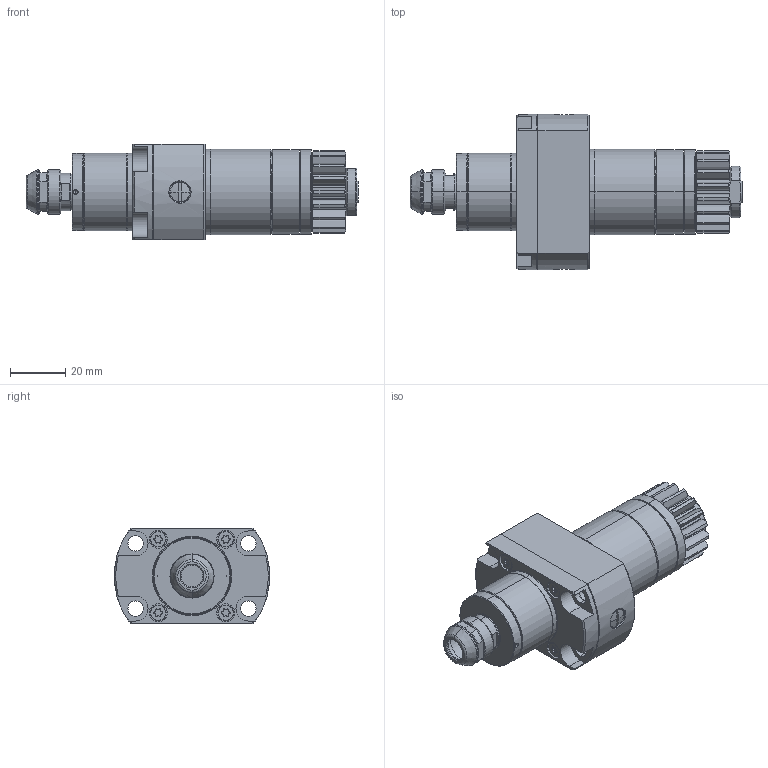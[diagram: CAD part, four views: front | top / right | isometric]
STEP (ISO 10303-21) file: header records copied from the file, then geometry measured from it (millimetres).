
FILE_DESCRIPTION (( 'STEP AP214' ), '1' );
FILE_NAME ('KA1203-0001-000-00-増速スピンドル.STEP', '2025-11-27T02:15:37', ( '' ), ( '' ), 'SwSTEP 2.0', 'SolidWorks 2024', '' );
FILE_SCHEMA (( 'AUTOMOTIVE_DESIGN' ));
Length unit declared in the file: millimetre
Products named in the file (1): KA1203-0001-000-00-増速スピンドル
Bounding box: 119.7 x 56 x 34.4 mm (x, y, z)
Volume: 36821.9 mm3; surface area: 34872.4 mm2
Topology: 16 solids, 16 shells, 710 faces, 1747 edges, 1097 vertices
Faces by surface type: cylinder 311, cone 199, plane 136, bspline 40, torus 16, sphere 8
Entity records: 25068 total; most frequent: CARTESIAN_POINT 7895, DIRECTION 3722, ORIENTED_EDGE 3458, EDGE_CURVE 1729, AXIS2_PLACEMENT_3D 1546, VERTEX_POINT 1097, CIRCLE 875, EDGE_LOOP 810
